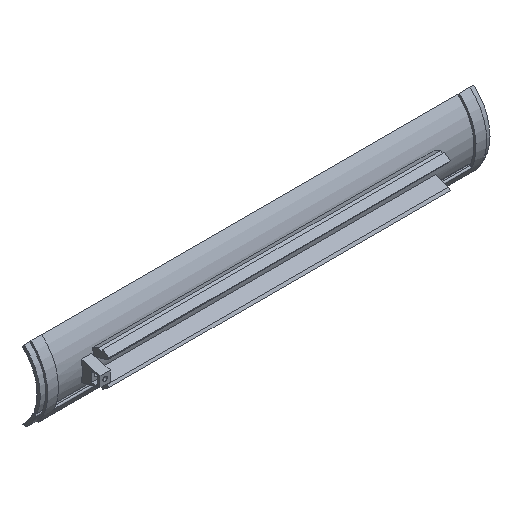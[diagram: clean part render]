
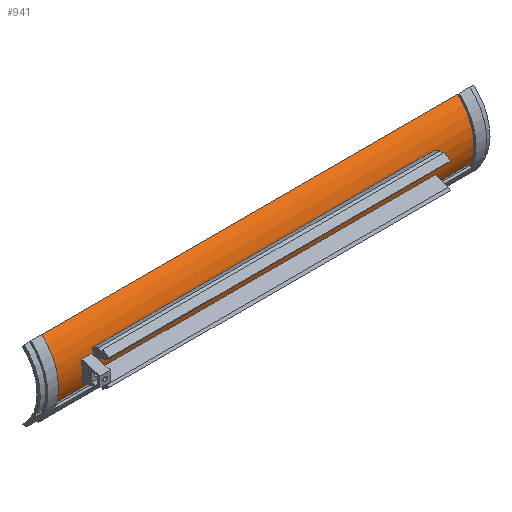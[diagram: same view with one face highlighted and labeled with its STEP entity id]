
A CAD part, isometric view. The second image highlights one B-rep face of the part: STEP entity #941.
In plain terms, the highlighted cylindrical face has radius 455 mm (diameter 910 mm), a partial arc.
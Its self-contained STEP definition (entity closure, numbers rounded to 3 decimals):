
#18=FACE_BOUND('',#138,.T.);
#19=FACE_BOUND('',#139,.T.);
#34=CYLINDRICAL_SURFACE('',#1040,455.);
#81=FACE_OUTER_BOUND('',#137,.T.);
#137=EDGE_LOOP('',(#809,#810,#811,#812));
#138=EDGE_LOOP('',(#813,#814,#815,#816));
#139=EDGE_LOOP('',(#817,#818,#819,#820));
#152=CIRCLE('',#984,455.);
#154=CIRCLE('',#991,455.);
#155=CIRCLE('',#993,455.);
#156=CIRCLE('',#995,455.);
#162=CIRCLE('',#1009,455.);
#166=CIRCLE('',#1015,455.);
#226=LINE('',#1430,#321);
#244=LINE('',#1473,#339);
#245=LINE('',#1475,#340);
#271=LINE('',#1573,#366);
#272=LINE('',#1574,#367);
#273=LINE('',#1575,#368);
#321=VECTOR('',#1148,10.);
#339=VECTOR('',#1186,10.);
#340=VECTOR('',#1189,10.);
#366=VECTOR('',#1295,10.);
#367=VECTOR('',#1296,10.);
#368=VECTOR('',#1297,10.);
#405=VERTEX_POINT('',#1415);
#406=VERTEX_POINT('',#1417);
#408=VERTEX_POINT('',#1428);
#409=VERTEX_POINT('',#1432);
#415=VERTEX_POINT('',#1445);
#416=VERTEX_POINT('',#1447);
#419=VERTEX_POINT('',#1454);
#420=VERTEX_POINT('',#1456);
#425=VERTEX_POINT('',#1480);
#428=VERTEX_POINT('',#1486);
#433=VERTEX_POINT('',#1498);
#437=VERTEX_POINT('',#1510);
#504=EDGE_CURVE('',#406,#405,#152,.T.);
#510=EDGE_CURVE('',#405,#408,#226,.T.);
#512=EDGE_CURVE('',#408,#409,#154,.T.);
#518=EDGE_CURVE('',#416,#415,#155,.T.);
#522=EDGE_CURVE('',#420,#419,#156,.T.);
#531=EDGE_CURVE('',#415,#420,#244,.T.);
#532=EDGE_CURVE('',#419,#416,#245,.T.);
#543=EDGE_CURVE('',#433,#425,#162,.T.);
#550=EDGE_CURVE('',#428,#437,#166,.T.);
#581=EDGE_CURVE('',#425,#428,#271,.T.);
#582=EDGE_CURVE('',#437,#433,#272,.T.);
#583=EDGE_CURVE('',#409,#406,#273,.T.);
#809=ORIENTED_EDGE('',*,*,#543,.T.);
#810=ORIENTED_EDGE('',*,*,#581,.T.);
#811=ORIENTED_EDGE('',*,*,#550,.T.);
#812=ORIENTED_EDGE('',*,*,#582,.T.);
#813=ORIENTED_EDGE('',*,*,#583,.T.);
#814=ORIENTED_EDGE('',*,*,#504,.T.);
#815=ORIENTED_EDGE('',*,*,#510,.T.);
#816=ORIENTED_EDGE('',*,*,#512,.T.);
#817=ORIENTED_EDGE('',*,*,#522,.T.);
#818=ORIENTED_EDGE('',*,*,#532,.T.);
#819=ORIENTED_EDGE('',*,*,#518,.T.);
#820=ORIENTED_EDGE('',*,*,#531,.T.);
#941=ADVANCED_FACE('',(#81,#18,#19),#34,.T.);
#984=AXIS2_PLACEMENT_3D('',#1418,#1132,#1133);
#991=AXIS2_PLACEMENT_3D('',#1434,#1152,#1153);
#993=AXIS2_PLACEMENT_3D('',#1448,#1161,#1162);
#995=AXIS2_PLACEMENT_3D('',#1457,#1168,#1169);
#1009=AXIS2_PLACEMENT_3D('',#1499,#1211,#1212);
#1015=AXIS2_PLACEMENT_3D('',#1512,#1226,#1227);
#1040=AXIS2_PLACEMENT_3D('',#1572,#1293,#1294);
#1132=DIRECTION('center_axis',(1.,0.,0.));
#1133=DIRECTION('ref_axis',(0.,0.669,-0.743));
#1148=DIRECTION('',(-1.,0.,0.));
#1152=DIRECTION('center_axis',(-1.,0.,0.));
#1153=DIRECTION('ref_axis',(0.,0.669,-0.743));
#1161=DIRECTION('center_axis',(1.,0.,0.));
#1162=DIRECTION('ref_axis',(0.,0.669,-0.743));
#1168=DIRECTION('center_axis',(-1.,0.,0.));
#1169=DIRECTION('ref_axis',(0.,0.669,-0.743));
#1186=DIRECTION('',(-1.,0.,0.));
#1189=DIRECTION('',(1.,0.,0.));
#1211=DIRECTION('center_axis',(1.,0.,0.));
#1212=DIRECTION('ref_axis',(0.,0.669,-0.743));
#1226=DIRECTION('center_axis',(-1.,0.,0.));
#1227=DIRECTION('ref_axis',(0.,0.669,-0.743));
#1293=DIRECTION('center_axis',(1.,0.,0.));
#1294=DIRECTION('ref_axis',(0.,0.669,-0.743));
#1295=DIRECTION('',(1.,0.,0.));
#1296=DIRECTION('',(-1.,0.,0.));
#1297=DIRECTION('',(1.,0.,0.));
#1415=CARTESIAN_POINT('',(-1612.5,-444.917,-95.256));
#1417=CARTESIAN_POINT('',(-1612.5,-444.917,95.258));
#1418=CARTESIAN_POINT('Origin',(-1612.5,0.,0.));
#1428=CARTESIAN_POINT('',(-1707.5,-444.917,-95.256));
#1430=CARTESIAN_POINT('',(0.,-444.917,-95.256));
#1432=CARTESIAN_POINT('',(-1707.5,-444.917,95.258));
#1434=CARTESIAN_POINT('Origin',(-1707.5,0.,0.));
#1445=CARTESIAN_POINT('',(1595.5,-436.759,-127.54));
#1447=CARTESIAN_POINT('',(1595.5,-450.921,-60.788));
#1448=CARTESIAN_POINT('Origin',(1595.5,0.,0.));
#1454=CARTESIAN_POINT('',(-1595.5,-450.921,-60.788));
#1456=CARTESIAN_POINT('',(-1595.5,-436.759,-127.54));
#1457=CARTESIAN_POINT('Origin',(-1595.5,0.,0.));
#1473=CARTESIAN_POINT('',(0.,-436.759,-127.54));
#1475=CARTESIAN_POINT('',(0.,-450.921,-60.788));
#1480=CARTESIAN_POINT('',(-1950.,-427.56,-155.619));
#1486=CARTESIAN_POINT('',(1950.,-427.56,-155.619));
#1498=CARTESIAN_POINT('',(-1950.,-304.454,338.131));
#1499=CARTESIAN_POINT('Origin',(-1950.,0.,0.));
#1510=CARTESIAN_POINT('',(1950.,-304.454,338.131));
#1512=CARTESIAN_POINT('Origin',(1950.,0.,0.));
#1572=CARTESIAN_POINT('Origin',(0.,0.,0.));
#1573=CARTESIAN_POINT('',(0.,-427.56,-155.619));
#1574=CARTESIAN_POINT('',(0.,-304.454,338.131));
#1575=CARTESIAN_POINT('',(0.,-444.917,95.258));
